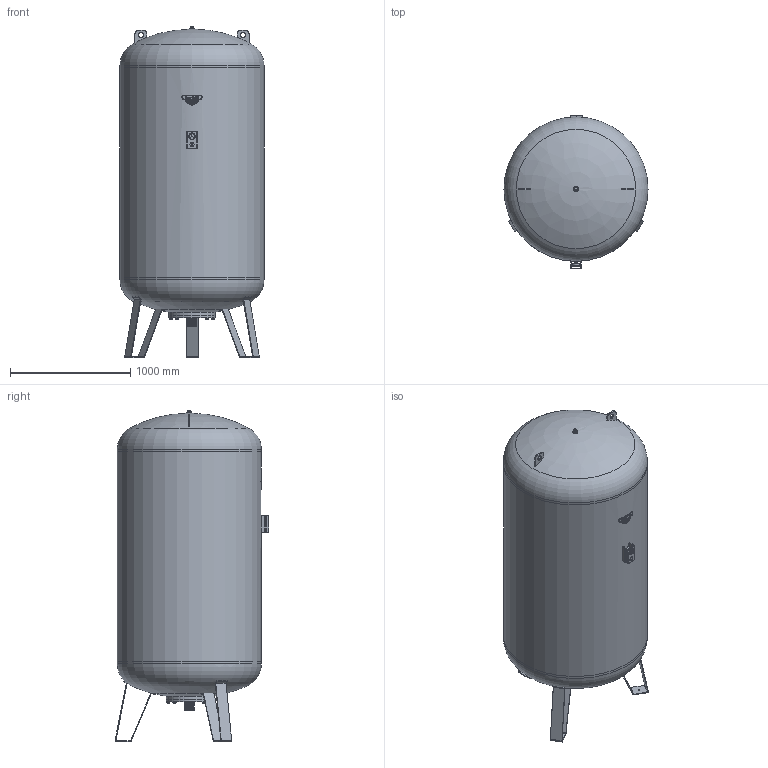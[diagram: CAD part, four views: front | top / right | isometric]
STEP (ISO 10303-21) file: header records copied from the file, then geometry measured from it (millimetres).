
FILE_DESCRIPTION(/* description */ (''),/* implementation_level */ '2;1');
FILE_NAME(/* name */ '18_ULTRA-PRO 3000L V 10bar_11003000001.stp',/* time_stamp */ '2019-09-03T15:16:46+03:00',/* author */ ('shkarinov'),/* organization */ (''),/* preprocessor_version */ 'ST-DEVELOPER v16.5',/* originating_system */ 'Autodesk Inventor 2017',/* authorisation */ '');
FILE_SCHEMA (('AUTOMOTIVE_DESIGN { 1 0 10303 214 3 1 1 }'));
Length unit declared in the file: inch
Products named in the file (1): 18_ULTRA-PRO 3000L V 10bar_11003000001
Bounding box: 1200.2 x 1279.97 x 2760 mm (x, y, z)
Volume: 2480974047.5 mm3; surface area: 11003610 mm2
Topology: 2 solids, 6 shells, 661 faces, 1628 edges, 1049 vertices
Faces by surface type: plane 381, cylinder 136, torus 115, cone 26, bspline 3
Full cylindrical faces by diameter (mm): 6 x4, 8 x2, 10.734 x1, 12 x3, 12.26 x1, 12.78 x1, 12.825 x1, 16 x8, 22.804 x2, 35 x1, 40 x2, 43 x1, 52.09 x1, 55 x1, 57.001 x1, 80.667 x2, 82 x2, 385 x2, 1200 x1, 1200.2 x2
Entity records: 20695 total; most frequent: CARTESIAN_POINT 5232, DIRECTION 2990, ORIENTED_EDGE 2852, EDGE_CURVE 1425, AXIS2_PLACEMENT_3D 1100, VERTEX_POINT 1026, EDGE_LOOP 949, LINE 790
